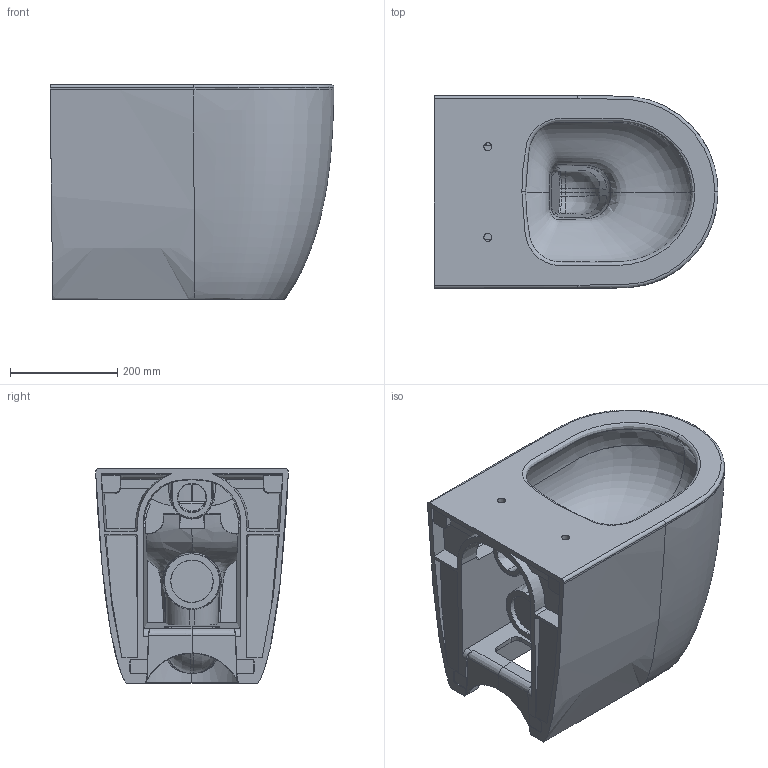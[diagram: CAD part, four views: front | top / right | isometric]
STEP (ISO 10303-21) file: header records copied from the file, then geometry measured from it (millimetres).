
FILE_DESCRIPTION(/* description */ (''),/* implementation_level */ '2;1');
FILE_NAME(/* name */ '1528 Tisino tek klozet.stp',/* time_stamp */ '2020-11-26T11:21:40+03:00',/* author */ (''),/* organization */ (''),/* preprocessor_version */ 'ST-DEVELOPER v16',/* originating_system */ 'SIEMENS PLM Software NX 11.0',/* authorisation */ '');
FILE_SCHEMA (('AUTOMOTIVE_DESIGN { 1 0 10303 214 3 1 1 1 }'));
Products named in the file (1): Dell4CA047DEe08g
Bounding box: 528.94 x 359.01 x 400.7 mm (x, y, z)
Volume: 30008967.6 mm3; surface area: 1617722.6 mm2
Topology: 1 solids, 1 shells, 568 faces, 1588 edges, 1009 vertices
Faces by surface type: bspline 488, plane 54, cylinder 20, extrusion 6
Full cylindrical faces by diameter (mm): 14.94 x2
Entity records: 105174 total; most frequent: CARTESIAN_POINT 94896, ORIENTED_EDGE 3148, EDGE_CURVE 1574, B_SPLINE_CURVE_WITH_KNOTS 1301, VERTEX_POINT 1007, EDGE_LOOP 581, DIRECTION 579, ADVANCED_FACE 568
